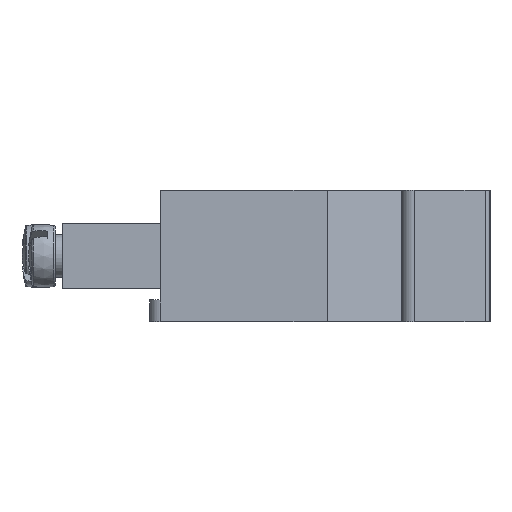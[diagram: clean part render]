
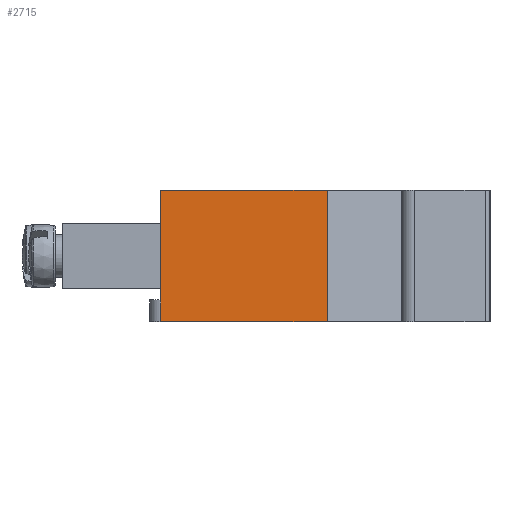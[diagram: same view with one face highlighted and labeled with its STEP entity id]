
A CAD part, left-side view. The second image highlights one B-rep face of the part: STEP entity #2715.
In plain terms, the highlighted face is planar.
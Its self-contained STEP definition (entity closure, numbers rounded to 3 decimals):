
#139=LINE('',#4504,#331);
#211=LINE('',#4727,#403);
#233=LINE('',#4777,#425);
#234=LINE('',#4779,#426);
#235=LINE('',#4780,#427);
#331=VECTOR('',#3424,15.149);
#403=VECTOR('',#3626,15.149);
#425=VECTOR('',#3676,12.);
#426=VECTOR('',#3677,10.);
#427=VECTOR('',#3678,2.);
#504=PLANE('',#2991);
#859=FACE_OUTER_BOUND('',#1070,.T.);
#1070=EDGE_LOOP('',(#2266,#2267,#2268,#2269,#2270));
#1274=VERTEX_POINT('',#4501);
#1275=VERTEX_POINT('',#4503);
#1337=VERTEX_POINT('',#4677);
#1361=VERTEX_POINT('',#4725);
#1376=VERTEX_POINT('',#4778);
#1557=EDGE_CURVE('',#1275,#1274,#139,.T.);
#1667=EDGE_CURVE('',#1361,#1337,#211,.T.);
#1695=EDGE_CURVE('',#1361,#1275,#233,.T.);
#1696=EDGE_CURVE('',#1274,#1376,#234,.T.);
#1697=EDGE_CURVE('',#1376,#1337,#235,.T.);
#2266=ORIENTED_EDGE('',*,*,#1695,.T.);
#2267=ORIENTED_EDGE('',*,*,#1557,.T.);
#2268=ORIENTED_EDGE('',*,*,#1696,.T.);
#2269=ORIENTED_EDGE('',*,*,#1697,.T.);
#2270=ORIENTED_EDGE('',*,*,#1667,.F.);
#2715=ADVANCED_FACE('',(#859),#504,.T.);
#2991=AXIS2_PLACEMENT_3D('',#4776,#3674,#3675);
#3424=DIRECTION('',(0.,1.,0.));
#3626=DIRECTION('',(0.,1.,0.));
#3674=DIRECTION('center_axis',(1.,0.,0.));
#3675=DIRECTION('ref_axis',(0.,1.,0.));
#3676=DIRECTION('',(0.,0.,-1.));
#3677=DIRECTION('',(0.,0.,1.));
#3678=DIRECTION('',(0.,0.,1.));
#4501=CARTESIAN_POINT('',(44.,0.,-12.));
#4503=CARTESIAN_POINT('',(44.,-15.149,-12.));
#4504=CARTESIAN_POINT('',(44.,0.,-12.));
#4677=CARTESIAN_POINT('',(44.,0.,0.));
#4725=CARTESIAN_POINT('',(44.,-15.149,0.));
#4727=CARTESIAN_POINT('',(44.,-22.964,0.));
#4776=CARTESIAN_POINT('Origin',(44.,0.,-12.));
#4777=CARTESIAN_POINT('',(44.,-15.149,-12.));
#4778=CARTESIAN_POINT('',(44.,0.,-2.));
#4779=CARTESIAN_POINT('',(44.,0.,-12.));
#4780=CARTESIAN_POINT('',(44.,0.,-12.));
